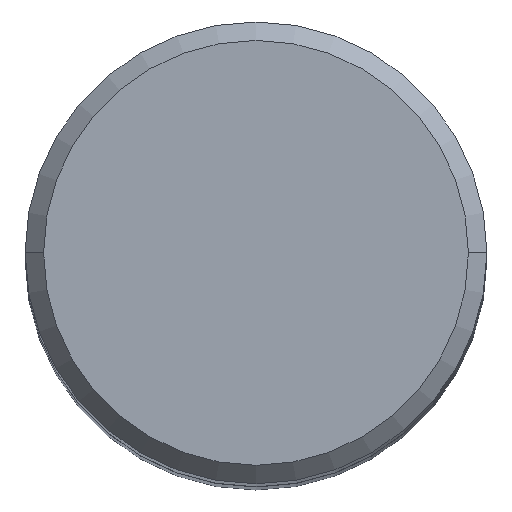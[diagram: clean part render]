
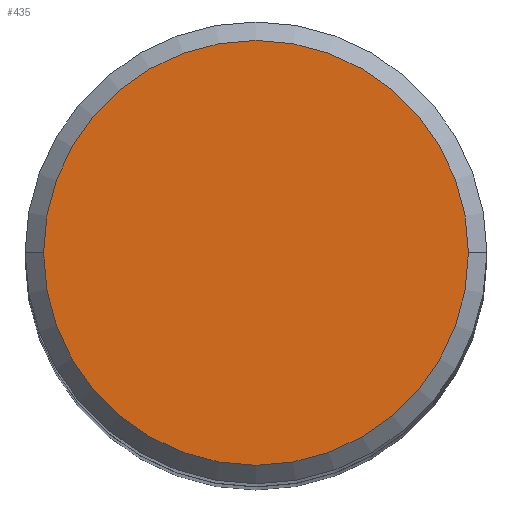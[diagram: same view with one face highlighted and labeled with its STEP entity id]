
A CAD part, top view. The second image highlights one B-rep face of the part: STEP entity #435.
In plain terms, the highlighted planar face has unit normal (0, 0, 1).
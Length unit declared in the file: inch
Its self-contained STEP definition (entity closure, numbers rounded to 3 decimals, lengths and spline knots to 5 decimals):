
#30 = EDGE_LOOP ( 'NONE', ( #194, #257 ) ) ;
#55 = CARTESIAN_POINT ( 'NONE',  ( 0.23, 0., 0. ) ) ;
#58 = FACE_OUTER_BOUND ( 'NONE', #30, .T. ) ;
#65 = PLANE ( 'NONE',  #219 ) ;
#93 = CARTESIAN_POINT ( 'NONE',  ( -0.23, 0., 0. ) ) ;
#116 = AXIS2_PLACEMENT_3D ( 'NONE', #358, #181, #536 ) ;
#136 = AXIS2_PLACEMENT_3D ( 'NONE', #507, #270, #179 ) ;
#179 = DIRECTION ( 'NONE',  ( 1., 0., 0. ) ) ;
#181 = DIRECTION ( 'NONE',  ( 0., 0., 1. ) ) ;
#194 = ORIENTED_EDGE ( 'NONE', *, *, #285, .T. ) ;
#207 = VERTEX_POINT ( 'NONE', #55 ) ;
#219 = AXIS2_PLACEMENT_3D ( 'NONE', #225, #274, #453 ) ;
#225 = CARTESIAN_POINT ( 'NONE',  ( 0., 0.23, 0. ) ) ;
#240 = VERTEX_POINT ( 'NONE', #93 ) ;
#257 = ORIENTED_EDGE ( 'NONE', *, *, #346, .T. ) ;
#260 = CIRCLE ( 'NONE', #116, 0.23 ) ;
#270 = DIRECTION ( 'NONE',  ( 0., 0., 1. ) ) ;
#274 = DIRECTION ( 'NONE',  ( 0., 0., -1. ) ) ;
#285 = EDGE_CURVE ( 'NONE', #240, #207, #260, .T. ) ;
#346 = EDGE_CURVE ( 'NONE', #207, #240, #386, .T. ) ;
#358 = CARTESIAN_POINT ( 'NONE',  ( 0., 0., 0. ) ) ;
#386 = CIRCLE ( 'NONE', #136, 0.23 ) ;
#435 = ADVANCED_FACE ( 'NONE', ( #58 ), #65, .F. ) ;
#453 = DIRECTION ( 'NONE',  ( -1., 0., 0. ) ) ;
#507 = CARTESIAN_POINT ( 'NONE',  ( 0., 0., 0. ) ) ;
#536 = DIRECTION ( 'NONE',  ( 1., 0., 0. ) ) ;
